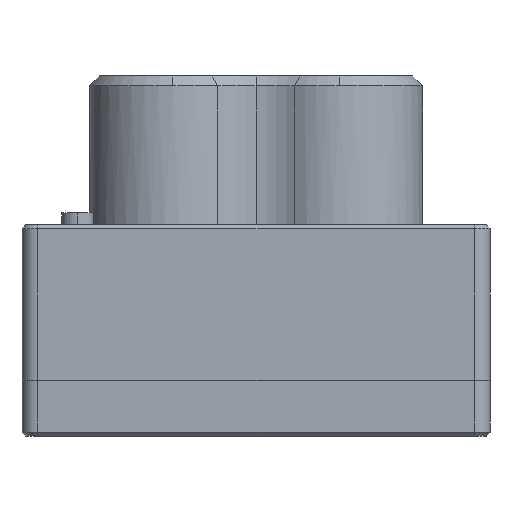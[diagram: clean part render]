
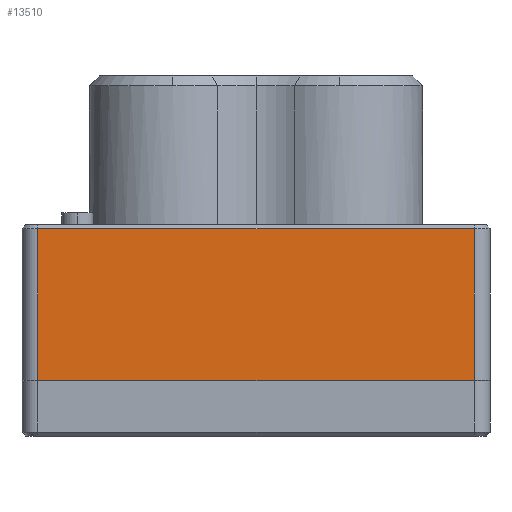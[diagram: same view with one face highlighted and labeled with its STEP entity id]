
A CAD part, left-side view. The second image highlights one B-rep face of the part: STEP entity #13510.
In plain terms, the highlighted planar face has unit normal (-1, 0, 0).
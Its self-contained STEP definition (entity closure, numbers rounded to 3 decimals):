
#48 = CARTESIAN_POINT ( 'NONE',  ( -41.5, 27.5, 7.005 ) ) ;
#197 = DIRECTION ( 'NONE',  ( 1., 0., 0. ) ) ;
#658 = LINE ( 'NONE', #4745, #23129 ) ;
#1409 = VERTEX_POINT ( 'NONE', #5834 ) ;
#1505 = VERTEX_POINT ( 'NONE', #5917 ) ;
#2423 = DIRECTION ( 'NONE',  ( 0., 1., 0. ) ) ;
#3088 = DIRECTION ( 'NONE',  ( 0., 0., 1. ) ) ;
#3265 = LINE ( 'NONE', #25613, #8983 ) ;
#4745 = CARTESIAN_POINT ( 'NONE',  ( -41.5, 27.5, 7.005 ) ) ;
#5834 = CARTESIAN_POINT ( 'NONE',  ( -41.5, -27.5, 7.005 ) ) ;
#5917 = CARTESIAN_POINT ( 'NONE',  ( -41.5, 27.5, 26.15 ) ) ;
#6251 = VECTOR ( 'NONE', #3088, 1000. ) ;
#7282 = VECTOR ( 'NONE', #19524, 1000. ) ;
#7511 = DIRECTION ( 'NONE',  ( 0., 0., -1. ) ) ;
#8085 = CARTESIAN_POINT ( 'NONE',  ( -41.5, 27.5, 26.15 ) ) ;
#8456 = FACE_OUTER_BOUND ( 'NONE', #10446, .T. ) ;
#8983 = VECTOR ( 'NONE', #7511, 1000. ) ;
#9036 = ORIENTED_EDGE ( 'NONE', *, *, #27094, .F. ) ;
#9661 = CARTESIAN_POINT ( 'NONE',  ( -41.5, -27.5, 26.65 ) ) ;
#9758 = LINE ( 'NONE', #8085, #7282 ) ;
#10446 = EDGE_LOOP ( 'NONE', ( #9036, #27590, #21322, #25106 ) ) ;
#11825 = CARTESIAN_POINT ( 'NONE',  ( -41.5, -27.5, 26.15 ) ) ;
#12667 = VERTEX_POINT ( 'NONE', #48 ) ;
#13510 = ADVANCED_FACE ( 'NONE', ( #8456 ), #15966, .F. ) ;
#15229 = AXIS2_PLACEMENT_3D ( 'NONE', #20725, #197, #16158 ) ;
#15966 = PLANE ( 'NONE',  #15229 ) ;
#16156 = VERTEX_POINT ( 'NONE', #11825 ) ;
#16158 = DIRECTION ( 'NONE',  ( 0., 0., -1. ) ) ;
#16918 = LINE ( 'NONE', #9661, #6251 ) ;
#19053 = EDGE_CURVE ( 'NONE', #1409, #16156, #16918, .T. ) ;
#19524 = DIRECTION ( 'NONE',  ( 0., 1., 0. ) ) ;
#19990 = EDGE_CURVE ( 'NONE', #16156, #1505, #9758, .T. ) ;
#20725 = CARTESIAN_POINT ( 'NONE',  ( -41.5, 29.5, 26.65 ) ) ;
#21322 = ORIENTED_EDGE ( 'NONE', *, *, #19990, .T. ) ;
#23129 = VECTOR ( 'NONE', #2423, 1000. ) ;
#25106 = ORIENTED_EDGE ( 'NONE', *, *, #26152, .T. ) ;
#25613 = CARTESIAN_POINT ( 'NONE',  ( -41.5, 27.5, 26.65 ) ) ;
#26152 = EDGE_CURVE ( 'NONE', #1505, #12667, #3265, .T. ) ;
#27094 = EDGE_CURVE ( 'NONE', #1409, #12667, #658, .T. ) ;
#27590 = ORIENTED_EDGE ( 'NONE', *, *, #19053, .T. ) ;
